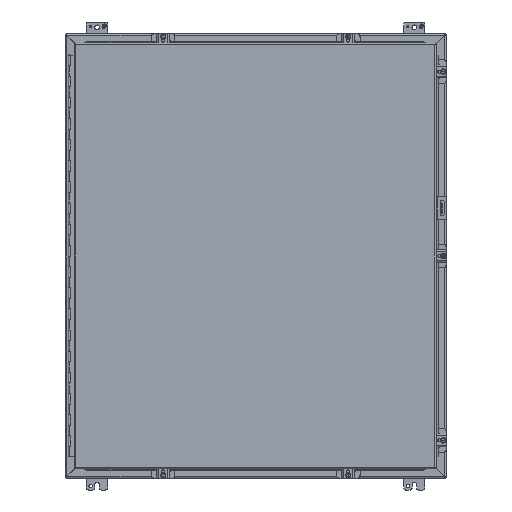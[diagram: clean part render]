
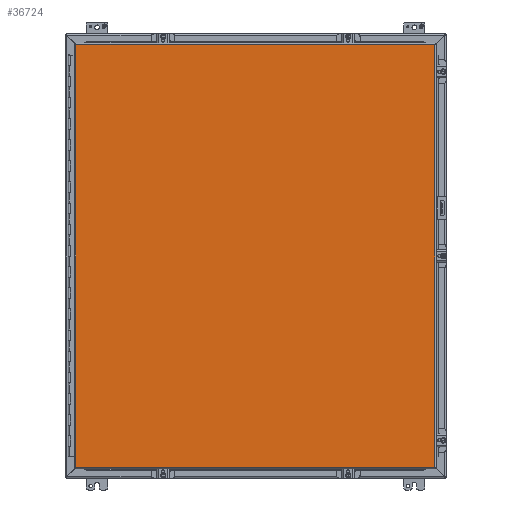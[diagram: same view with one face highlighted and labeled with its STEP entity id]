
A CAD part, front view. The second image highlights one B-rep face of the part: STEP entity #36724.
In plain terms, the highlighted planar face has unit normal (0, -1, 0).
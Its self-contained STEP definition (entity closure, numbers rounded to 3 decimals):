
#2117 = VERTEX_POINT ( 'NONE', #57332 ) ;
#2809 = EDGE_CURVE ( 'NONE', #8415, #46306, #14621, .T. ) ;
#3559 = LINE ( 'NONE', #46722, #53854 ) ;
#7396 = CARTESIAN_POINT ( 'NONE',  ( -17.017, -9.21, -19.995 ) ) ;
#8187 = VERTEX_POINT ( 'NONE', #7396 ) ;
#8415 = VERTEX_POINT ( 'NONE', #49071 ) ;
#10983 = FACE_OUTER_BOUND ( 'NONE', #22119, .T. ) ;
#11120 = DIRECTION ( 'NONE',  ( 0., 0., 1. ) ) ;
#14621 = LINE ( 'NONE', #52107, #52273 ) ;
#19388 = EDGE_CURVE ( 'NONE', #2117, #8187, #29775, .T. ) ;
#19881 = AXIS2_PLACEMENT_3D ( 'NONE', #39161, #43793, #27742 ) ;
#22119 = EDGE_LOOP ( 'NONE', ( #68674, #43118, #22234, #68877 ) ) ;
#22234 = ORIENTED_EDGE ( 'NONE', *, *, #60744, .F. ) ;
#22522 = CARTESIAN_POINT ( 'NONE',  ( -17.017, -9.21, -19.995 ) ) ;
#23263 = VECTOR ( 'NONE', #61905, 39.37 ) ;
#27371 = CARTESIAN_POINT ( 'NONE',  ( 16.955, -9.21, 19.994 ) ) ;
#27742 = DIRECTION ( 'NONE',  ( 0., 0., -1. ) ) ;
#29775 = LINE ( 'NONE', #31088, #23263 ) ;
#31088 = CARTESIAN_POINT ( 'NONE',  ( 16.955, -9.21, -19.995 ) ) ;
#32400 = PLANE ( 'NONE',  #19881 ) ;
#36724 = ADVANCED_FACE ( 'NONE', ( #10983 ), #32400, .T. ) ;
#39161 = CARTESIAN_POINT ( 'NONE',  ( -17.017, -9.21, -19.995 ) ) ;
#43118 = ORIENTED_EDGE ( 'NONE', *, *, #2809, .F. ) ;
#43793 = DIRECTION ( 'NONE',  ( 0., -1., 0. ) ) ;
#46306 = VERTEX_POINT ( 'NONE', #27371 ) ;
#46722 = CARTESIAN_POINT ( 'NONE',  ( 16.955, -9.21, 19.995 ) ) ;
#49071 = CARTESIAN_POINT ( 'NONE',  ( -17.017, -9.21, 19.995 ) ) ;
#50397 = VECTOR ( 'NONE', #11120, 39.37 ) ;
#52107 = CARTESIAN_POINT ( 'NONE',  ( -17.017, -9.21, 19.995 ) ) ;
#52273 = VECTOR ( 'NONE', #68485, 39.37 ) ;
#53854 = VECTOR ( 'NONE', #68480, 39.37 ) ;
#57332 = CARTESIAN_POINT ( 'NONE',  ( 16.955, -9.21, -19.994 ) ) ;
#60744 = EDGE_CURVE ( 'NONE', #8187, #8415, #65347, .T. ) ;
#61004 = EDGE_CURVE ( 'NONE', #46306, #2117, #3559, .T. ) ;
#61905 = DIRECTION ( 'NONE',  ( -1., 0., 0. ) ) ;
#65347 = LINE ( 'NONE', #22522, #50397 ) ;
#68480 = DIRECTION ( 'NONE',  ( 0., 0., -1. ) ) ;
#68485 = DIRECTION ( 'NONE',  ( 1., 0., 0. ) ) ;
#68674 = ORIENTED_EDGE ( 'NONE', *, *, #61004, .F. ) ;
#68877 = ORIENTED_EDGE ( 'NONE', *, *, #19388, .F. ) ;
